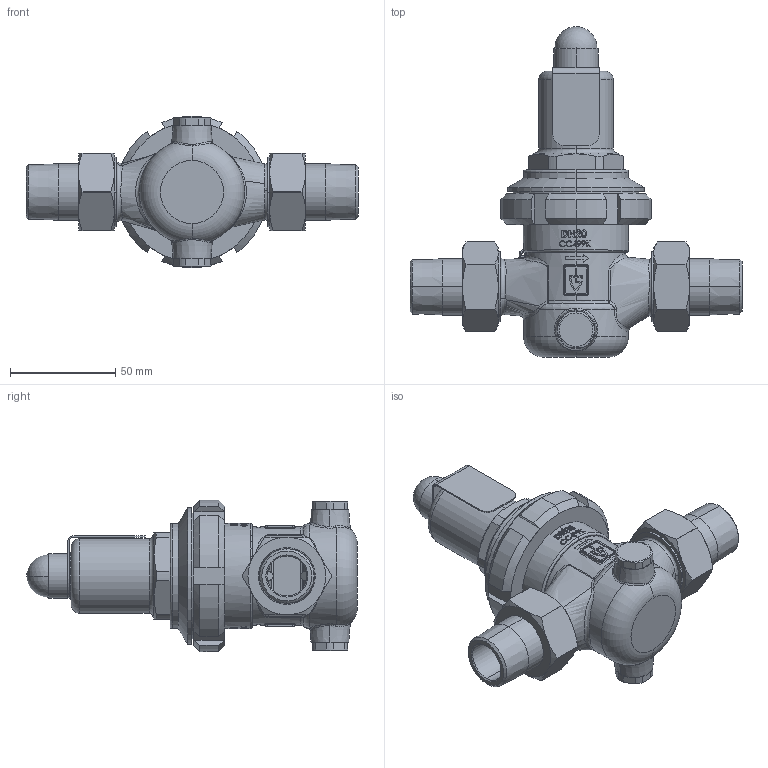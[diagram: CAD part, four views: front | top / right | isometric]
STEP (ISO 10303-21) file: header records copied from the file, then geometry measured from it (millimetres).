
FILE_DESCRIPTION (( 'STEP AP214' ), '1' );
FILE_NAME ('681 LP 20 Dummy.STEP', '2012-06-28T08:52:25', ( 'Blankenhorn' ), ( '' ), 'SwSTEP 2.0', 'SolidWorks 2011', '' );
FILE_SCHEMA (( 'AUTOMOTIVE_DESIGN' ));
Length unit declared in the file: millimetre
Products named in the file (1): 681 LP 20 Dummy
Bounding box: 158 x 157.3 x 72 mm (x, y, z)
Volume: 171553.6 mm3; surface area: 100616.4 mm2
Topology: 14 solids, 16 shells, 1083 faces, 2720 edges, 1726 vertices
Faces by surface type: plane 381, cylinder 282, bspline 194, cone 149, torus 65, sphere 12
Entity records: 59787 total; most frequent: CARTESIAN_POINT 23342, ORIENTED_EDGE 5422, DIRECTION 4607, EDGE_CURVE 2711, AXIS2_PLACEMENT_3D 1783, VERTEX_POINT 1723, EDGE_LOOP 1178, UNCERTAINTY_MEASURE_WITH_UNIT 1099
